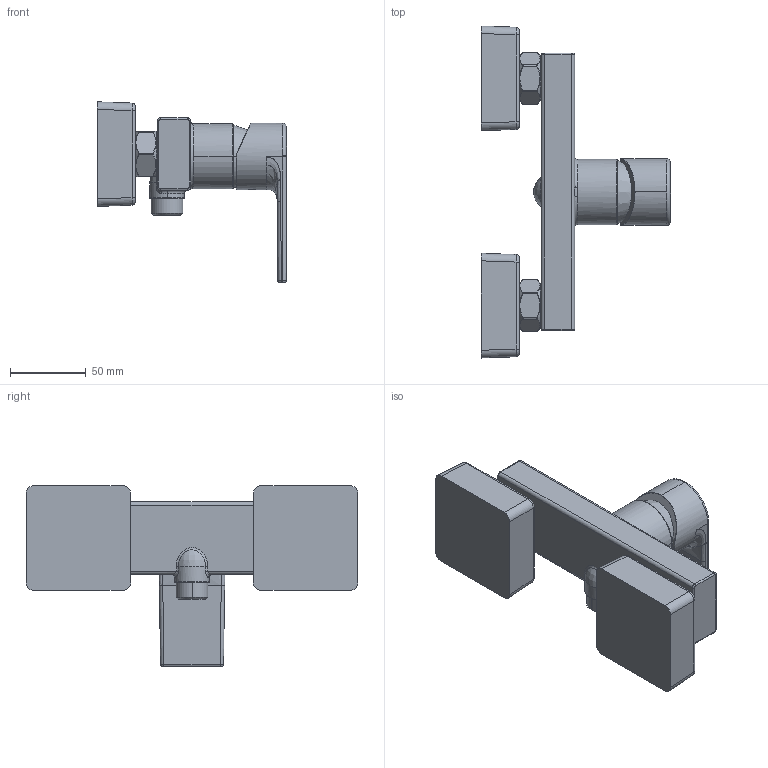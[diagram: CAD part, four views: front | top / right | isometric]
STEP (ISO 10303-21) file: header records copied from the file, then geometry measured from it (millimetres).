
FILE_DESCRIPTION(('CAx-IF Rec.Pracs.---Model Styling and Organization---1.2---2011-12-15','CAx-IF Rec.Pracs.---Geometric and Assembly Validation Properties---4.1---2014-06-16','CAx-IF Rec.Pracs.---PMI Polyline Presentation---2.0---2013-05-24'),'2;1');
FILE_NAME('1000144541_PPA_000.stp','2020-05-06T06:56:18+02:00',(''),(''),'STEP Interface 4.3 by CT CoreTechnologie','3D_Evolution4.3 by CT CoreTechnologie','');
FILE_SCHEMA(('AP203_CONFIGURATION_CONTROLLED_3D_DESIGN_OF_MECHANICAL_PARTS_AND_ASSEMBLIES_MIM_LF'));
Length unit declared in the file: millimetre
Products named in the file (1): P_2 HG Vernis Shape Brausenmischer AP 1000144541_PPA_000_A0
Bounding box: 124.85 x 219 x 119 mm (x, y, z)
Volume: 558928.4 mm3; surface area: 78460.6 mm2
Topology: 1 solids, 3 shells, 305 faces, 721 edges, 430 vertices
Faces by surface type: bspline 178, cylinder 69, plane 58
Entity records: 20402 total; most frequent: CARTESIAN_POINT 10774, ORIENTED_EDGE 1438, DIRECTION 1256, EDGE_CURVE 719, AXIS2_PLACEMENT_3D 508, VERTEX_POINT 430, CIRCLE 380, EDGE_LOOP 315
